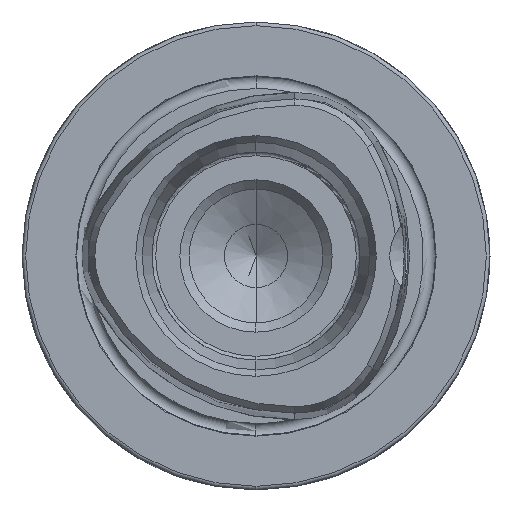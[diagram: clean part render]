
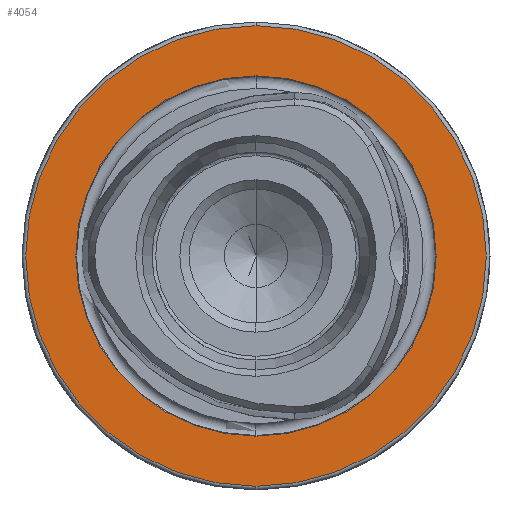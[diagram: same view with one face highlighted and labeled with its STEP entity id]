
A CAD part, left-side view. The second image highlights one B-rep face of the part: STEP entity #4054.
In plain terms, the highlighted planar face has unit normal (-1, 0, 0).
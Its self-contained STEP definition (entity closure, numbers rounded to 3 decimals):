
#1412 = CARTESIAN_POINT ( 'NONE',  ( 0., 0., 31. ) ) ;
#1618 = CIRCLE ( 'NONE', #4742, 31. ) ;
#3089 = EDGE_CURVE ( 'NONE', #8317, #5952, #6981, .T. ) ;
#3263 = DIRECTION ( 'NONE',  ( -1., 0., 0. ) ) ;
#3269 = CARTESIAN_POINT ( 'NONE',  ( 0., 0., 0. ) ) ;
#3280 = DIRECTION ( 'NONE',  ( 0., 0., 1. ) ) ;
#3592 = CARTESIAN_POINT ( 'NONE',  ( 0., 0., 24.25 ) ) ;
#3598 = CARTESIAN_POINT ( 'NONE',  ( 0., 0., -24.25 ) ) ;
#3612 = CARTESIAN_POINT ( 'NONE',  ( 0., 0., -31. ) ) ;
#3788 = AXIS2_PLACEMENT_3D ( 'NONE', #3269, #3263, #3280 ) ;
#3851 = AXIS2_PLACEMENT_3D ( 'NONE', #6052, #6058, #6014 ) ;
#4054 = ADVANCED_FACE ( 'NONE', ( #4077, #4096 ), #6029, .F. ) ;
#4077 = FACE_BOUND ( 'NONE', #9910, .T. ) ;
#4096 = FACE_OUTER_BOUND ( 'NONE', #5534, .T. ) ;
#4374 = CARTESIAN_POINT ( 'NONE',  ( 0., 0., 0. ) ) ;
#4375 = DIRECTION ( 'NONE',  ( -1., 0., 0. ) ) ;
#4376 = DIRECTION ( 'NONE',  ( 0., 0., 1. ) ) ;
#4707 = AXIS2_PLACEMENT_3D ( 'NONE', #8141, #8050, #8187 ) ;
#4742 = AXIS2_PLACEMENT_3D ( 'NONE', #6641, #6528, #6520 ) ;
#5139 = EDGE_CURVE ( 'NONE', #5835, #5845, #6245, .T. ) ;
#5220 = EDGE_CURVE ( 'NONE', #5952, #8317, #1618, .T. ) ;
#5534 = EDGE_LOOP ( 'NONE', ( #10538, #10763 ) ) ;
#5835 = VERTEX_POINT ( 'NONE', #3592 ) ;
#5845 = VERTEX_POINT ( 'NONE', #3598 ) ;
#5952 = VERTEX_POINT ( 'NONE', #3612 ) ;
#6014 = DIRECTION ( 'NONE',  ( 0., 0., -1. ) ) ;
#6029 = PLANE ( 'NONE',  #3851 ) ;
#6052 = CARTESIAN_POINT ( 'NONE',  ( 0., 24.25, 0. ) ) ;
#6058 = DIRECTION ( 'NONE',  ( 1., 0., 0. ) ) ;
#6226 = AXIS2_PLACEMENT_3D ( 'NONE', #4374, #4375, #4376 ) ;
#6245 = CIRCLE ( 'NONE', #4707, 24.25 ) ;
#6520 = DIRECTION ( 'NONE',  ( 0., 0., 1. ) ) ;
#6528 = DIRECTION ( 'NONE',  ( -1., 0., 0. ) ) ;
#6641 = CARTESIAN_POINT ( 'NONE',  ( 0., 0., 0. ) ) ;
#6981 = CIRCLE ( 'NONE', #3788, 31. ) ;
#7651 = EDGE_CURVE ( 'NONE', #5845, #5835, #9450, .T. ) ;
#8050 = DIRECTION ( 'NONE',  ( -1., 0., 0. ) ) ;
#8141 = CARTESIAN_POINT ( 'NONE',  ( 0., 0., 0. ) ) ;
#8187 = DIRECTION ( 'NONE',  ( 0., 0., 1. ) ) ;
#8317 = VERTEX_POINT ( 'NONE', #1412 ) ;
#9450 = CIRCLE ( 'NONE', #6226, 24.25 ) ;
#9910 = EDGE_LOOP ( 'NONE', ( #10943, #10817 ) ) ;
#10538 = ORIENTED_EDGE ( 'NONE', *, *, #3089, .T. ) ;
#10763 = ORIENTED_EDGE ( 'NONE', *, *, #5220, .T. ) ;
#10817 = ORIENTED_EDGE ( 'NONE', *, *, #7651, .F. ) ;
#10943 = ORIENTED_EDGE ( 'NONE', *, *, #5139, .F. ) ;
